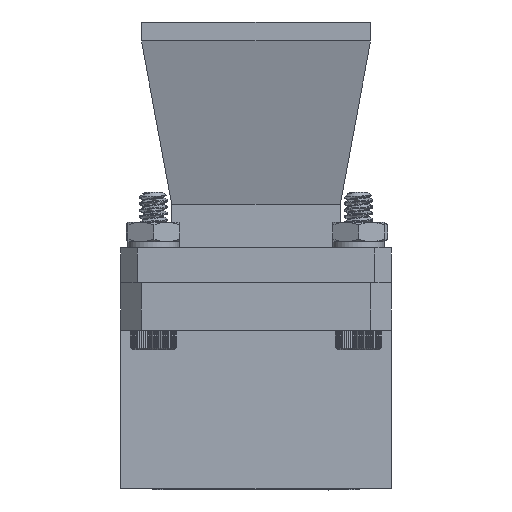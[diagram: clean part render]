
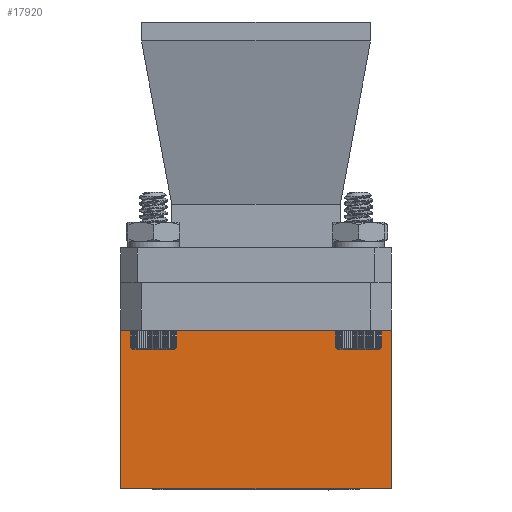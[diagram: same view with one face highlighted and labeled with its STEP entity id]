
A CAD part, front view. The second image highlights one B-rep face of the part: STEP entity #17920.
In plain terms, the highlighted planar face has unit normal (0, -1, 0).
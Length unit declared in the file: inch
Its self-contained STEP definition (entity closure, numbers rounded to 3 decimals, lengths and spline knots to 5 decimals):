
#225 = CARTESIAN_POINT ( 'NONE',  ( 1.85517, -0.33, 0. ) ) ;
#1090 = DIRECTION ( 'NONE',  ( 0., 1., 0. ) ) ;
#2527 = VECTOR ( 'NONE', #37935, 39.37008 ) ;
#3182 = VECTOR ( 'NONE', #13621, 39.37008 ) ;
#4981 = LINE ( 'NONE', #34456, #2527 ) ;
#5343 = CARTESIAN_POINT ( 'NONE',  ( -0.657, -0.33, -0.23 ) ) ;
#5732 = VERTEX_POINT ( 'NONE', #40876 ) ;
#8082 = EDGE_CURVE ( 'NONE', #17767, #38015, #22740, .T. ) ;
#8830 = EDGE_CURVE ( 'NONE', #38015, #5732, #4981, .T. ) ;
#9294 = EDGE_CURVE ( 'NONE', #34859, #5732, #37246, .T. ) ;
#9791 = ORIENTED_EDGE ( 'NONE', *, *, #9294, .T. ) ;
#10196 = DIRECTION ( 'NONE',  ( 0., 0., 1. ) ) ;
#10355 = ORIENTED_EDGE ( 'NONE', *, *, #39500, .F. ) ;
#11774 = ORIENTED_EDGE ( 'NONE', *, *, #8082, .F. ) ;
#13621 = DIRECTION ( 'NONE',  ( 1., 0., 0. ) ) ;
#13830 = CARTESIAN_POINT ( 'NONE',  ( 1.85517, -0.33, -0.23 ) ) ;
#15084 = LINE ( 'NONE', #5343, #19651 ) ;
#17767 = VERTEX_POINT ( 'NONE', #39909 ) ;
#17920 = ADVANCED_FACE ( 'NONE', ( #23834 ), #23406, .F. ) ;
#18129 = CARTESIAN_POINT ( 'NONE',  ( 1.85517, -0.33, -1. ) ) ;
#18417 = VECTOR ( 'NONE', #20964, 39.37008 ) ;
#19651 = VECTOR ( 'NONE', #38520, 39.37008 ) ;
#20964 = DIRECTION ( 'NONE',  ( 1., 0., 0. ) ) ;
#22740 = LINE ( 'NONE', #13830, #3182 ) ;
#23406 = PLANE ( 'NONE',  #35048 ) ;
#23834 = FACE_OUTER_BOUND ( 'NONE', #38218, .T. ) ;
#34456 = CARTESIAN_POINT ( 'NONE',  ( 0.657, -0.33, -0.23 ) ) ;
#34859 = VERTEX_POINT ( 'NONE', #42467 ) ;
#35048 = AXIS2_PLACEMENT_3D ( 'NONE', #225, #1090, #10196 ) ;
#36094 = CARTESIAN_POINT ( 'NONE',  ( 0.657, -0.33, -0.23 ) ) ;
#37246 = LINE ( 'NONE', #18129, #18417 ) ;
#37935 = DIRECTION ( 'NONE',  ( 0., 0., -1. ) ) ;
#38015 = VERTEX_POINT ( 'NONE', #36094 ) ;
#38218 = EDGE_LOOP ( 'NONE', ( #10355, #9791, #40653, #11774 ) ) ;
#38520 = DIRECTION ( 'NONE',  ( 0., 0., 1. ) ) ;
#39500 = EDGE_CURVE ( 'NONE', #34859, #17767, #15084, .T. ) ;
#39909 = CARTESIAN_POINT ( 'NONE',  ( -0.657, -0.33, -0.23 ) ) ;
#40653 = ORIENTED_EDGE ( 'NONE', *, *, #8830, .F. ) ;
#40876 = CARTESIAN_POINT ( 'NONE',  ( 0.657, -0.33, -1. ) ) ;
#42467 = CARTESIAN_POINT ( 'NONE',  ( -0.657, -0.33, -1. ) ) ;
